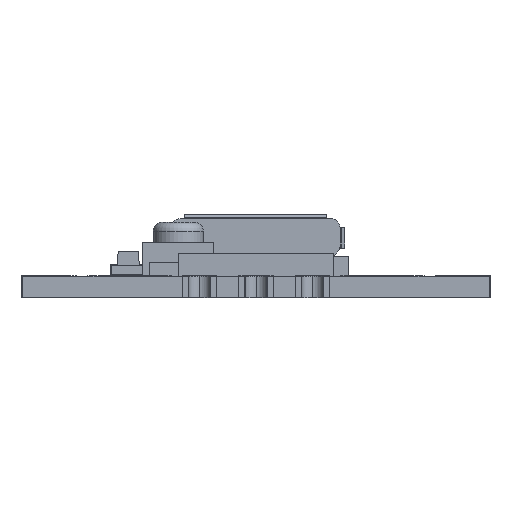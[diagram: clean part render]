
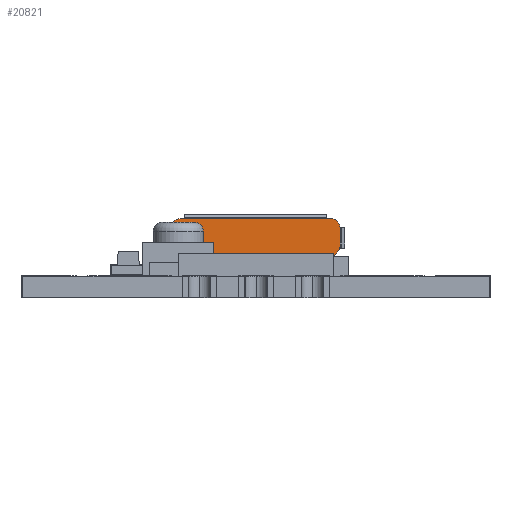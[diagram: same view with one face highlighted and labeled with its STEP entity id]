
A CAD part, left-side view. The second image highlights one B-rep face of the part: STEP entity #20821.
In plain terms, the highlighted planar face has unit normal (-1, 0, 0).
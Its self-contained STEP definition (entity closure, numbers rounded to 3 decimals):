
#20441 = EDGE_CURVE('',#20442,#20444,#20446,.T.);
#20442 = VERTEX_POINT('',#20443);
#20443 = CARTESIAN_POINT('',(46.75,6.821,1.566));
#20444 = VERTEX_POINT('',#20445);
#20445 = CARTESIAN_POINT('',(46.75,7.616,0.674));
#20446 = LINE('',#20447,#20448);
#20447 = CARTESIAN_POINT('',(46.75,6.821,1.566));
#20448 = VECTOR('',#20449,1.);
#20449 = DIRECTION('',(0.,0.665,
    -0.747));
#20481 = EDGE_CURVE('',#20482,#20442,#20484,.T.);
#20482 = VERTEX_POINT('',#20483);
#20483 = CARTESIAN_POINT('',(46.75,6.72,1.832));
#20484 = CIRCLE('',#20485,0.4);
#20485 = AXIS2_PLACEMENT_3D('',#20486,#20487,#20488);
#20486 = CARTESIAN_POINT('',(46.75,7.12,1.832));
#20487 = DIRECTION('',(1.,0.,0.));
#20488 = DIRECTION('',(0.,1.,0.));
#20514 = EDGE_CURVE('',#20515,#20482,#20517,.T.);
#20515 = VERTEX_POINT('',#20516);
#20516 = CARTESIAN_POINT('',(46.75,6.72,2.66));
#20517 = LINE('',#20518,#20519);
#20518 = CARTESIAN_POINT('',(46.75,6.72,2.66));
#20519 = VECTOR('',#20520,1.);
#20520 = DIRECTION('',(0.,0.,-1.));
#20545 = EDGE_CURVE('',#20546,#20515,#20548,.T.);
#20546 = VERTEX_POINT('',#20547);
#20547 = CARTESIAN_POINT('',(46.75,7.12,3.06));
#20548 = CIRCLE('',#20549,0.4);
#20549 = AXIS2_PLACEMENT_3D('',#20550,#20551,#20552);
#20550 = CARTESIAN_POINT('',(46.75,7.12,2.66));
#20551 = DIRECTION('',(1.,0.,0.));
#20552 = DIRECTION('',(0.,-1.,0.));
#20578 = EDGE_CURVE('',#20579,#20546,#20581,.T.);
#20579 = VERTEX_POINT('',#20580);
#20580 = CARTESIAN_POINT('',(46.75,13.9,3.06));
#20581 = LINE('',#20582,#20583);
#20582 = CARTESIAN_POINT('',(46.75,7.12,3.06));
#20583 = VECTOR('',#20584,1.);
#20584 = DIRECTION('',(0.,-1.,0.));
#20609 = EDGE_CURVE('',#20610,#20579,#20612,.T.);
#20610 = VERTEX_POINT('',#20611);
#20611 = CARTESIAN_POINT('',(46.75,14.3,2.66));
#20612 = CIRCLE('',#20613,0.4);
#20613 = AXIS2_PLACEMENT_3D('',#20614,#20615,#20616);
#20614 = CARTESIAN_POINT('',(46.75,13.9,2.66));
#20615 = DIRECTION('',(1.,0.,0.));
#20616 = DIRECTION('',(0.,1.,0.));
#20642 = EDGE_CURVE('',#20643,#20610,#20645,.T.);
#20643 = VERTEX_POINT('',#20644);
#20644 = CARTESIAN_POINT('',(46.75,14.3,1.832));
#20645 = LINE('',#20646,#20647);
#20646 = CARTESIAN_POINT('',(46.75,14.3,2.66));
#20647 = VECTOR('',#20648,1.);
#20648 = DIRECTION('',(0.,0.,1.));
#20673 = EDGE_CURVE('',#20674,#20643,#20676,.T.);
#20674 = VERTEX_POINT('',#20675);
#20675 = CARTESIAN_POINT('',(46.75,14.199,1.566));
#20676 = CIRCLE('',#20677,0.4);
#20677 = AXIS2_PLACEMENT_3D('',#20678,#20679,#20680);
#20678 = CARTESIAN_POINT('',(46.75,13.9,1.832));
#20679 = DIRECTION('',(1.,0.,0.));
#20680 = DIRECTION('',(0.,-1.,0.));
#20706 = EDGE_CURVE('',#20707,#20674,#20709,.T.);
#20707 = VERTEX_POINT('',#20708);
#20708 = CARTESIAN_POINT('',(46.75,13.404,0.674));
#20709 = LINE('',#20710,#20711);
#20710 = CARTESIAN_POINT('',(46.75,14.199,1.566));
#20711 = VECTOR('',#20712,1.);
#20712 = DIRECTION('',(0.,0.665,0.747
    ));
#20737 = EDGE_CURVE('',#20738,#20707,#20740,.T.);
#20738 = VERTEX_POINT('',#20739);
#20739 = CARTESIAN_POINT('',(46.75,13.106,0.54));
#20740 = CIRCLE('',#20741,0.4);
#20741 = AXIS2_PLACEMENT_3D('',#20742,#20743,#20744);
#20742 = CARTESIAN_POINT('',(46.75,13.106,0.94));
#20743 = DIRECTION('',(1.,0.,0.));
#20744 = DIRECTION('',(0.,-1.,0.));
#20770 = EDGE_CURVE('',#20771,#20738,#20773,.T.);
#20771 = VERTEX_POINT('',#20772);
#20772 = CARTESIAN_POINT('',(46.75,7.914,0.54));
#20773 = LINE('',#20774,#20775);
#20774 = CARTESIAN_POINT('',(46.75,7.914,0.54));
#20775 = VECTOR('',#20776,1.);
#20776 = DIRECTION('',(0.,1.,0.));
#20801 = EDGE_CURVE('',#20444,#20771,#20802,.T.);
#20802 = CIRCLE('',#20803,0.4);
#20803 = AXIS2_PLACEMENT_3D('',#20804,#20805,#20806);
#20804 = CARTESIAN_POINT('',(46.75,7.914,0.94));
#20805 = DIRECTION('',(1.,0.,0.));
#20806 = DIRECTION('',(0.,1.,0.));
#20821 = ADVANCED_FACE('',(#20822),#20836,.F.);
#20822 = FACE_BOUND('',#20823,.T.);
#20823 = EDGE_LOOP('',(#20824,#20825,#20826,#20827,#20828,#20829,#20830,
    #20831,#20832,#20833,#20834,#20835));
#20824 = ORIENTED_EDGE('',*,*,#20801,.F.);
#20825 = ORIENTED_EDGE('',*,*,#20441,.F.);
#20826 = ORIENTED_EDGE('',*,*,#20481,.F.);
#20827 = ORIENTED_EDGE('',*,*,#20514,.F.);
#20828 = ORIENTED_EDGE('',*,*,#20545,.F.);
#20829 = ORIENTED_EDGE('',*,*,#20578,.F.);
#20830 = ORIENTED_EDGE('',*,*,#20609,.F.);
#20831 = ORIENTED_EDGE('',*,*,#20642,.F.);
#20832 = ORIENTED_EDGE('',*,*,#20673,.F.);
#20833 = ORIENTED_EDGE('',*,*,#20706,.F.);
#20834 = ORIENTED_EDGE('',*,*,#20737,.F.);
#20835 = ORIENTED_EDGE('',*,*,#20770,.F.);
#20836 = PLANE('',#20837);
#20837 = AXIS2_PLACEMENT_3D('',#20838,#20839,#20840);
#20838 = CARTESIAN_POINT('',(46.75,7.914,0.94));
#20839 = DIRECTION('',(1.,0.,0.));
#20840 = DIRECTION('',(0.,1.,0.));
